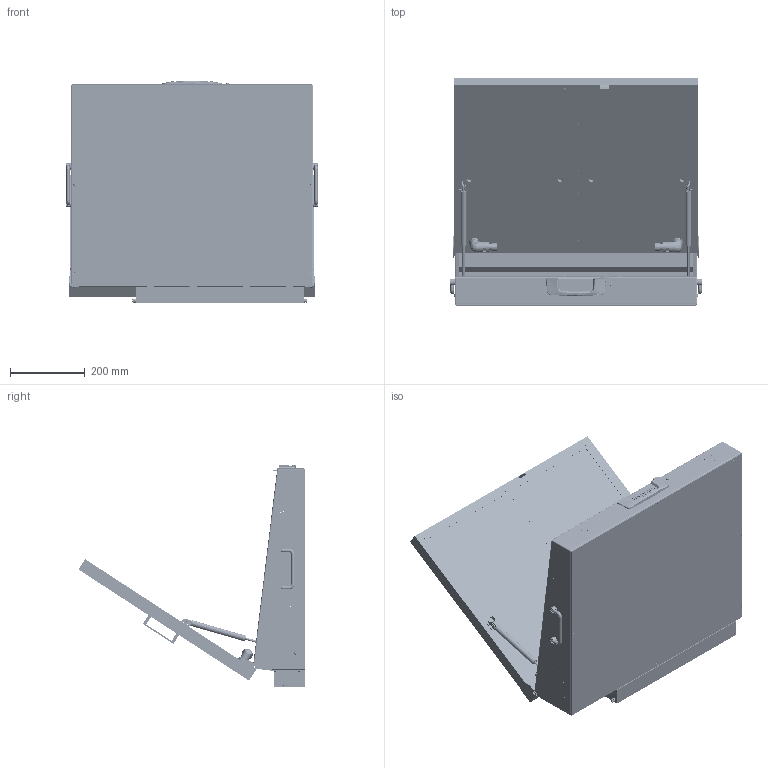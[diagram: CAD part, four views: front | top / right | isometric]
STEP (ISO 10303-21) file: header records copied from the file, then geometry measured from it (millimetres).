
FILE_DESCRIPTION (( 'STEP AP214' ), '1' );
FILE_NAME ('INGUN_114668_open.STEP', '2024-02-07T08:30:50', ( '' ), ( '' ), 'SwSTEP 2.0', 'SolidWorks 2021', '' );
FILE_SCHEMA (( 'AUTOMOTIVE_DESIGN' ));
Length unit declared in the file: millimetre
Products named in the file (53): 113760~1_S; 113714~0; 100974~1_KUNDE<S>; 114555~0_Kunde<S>; 114196~0; 114196_001~0; 112024~0_S; 113713~0_S; DIN7991~n_M03,0x006; 32171~0_S; DIN912~n_M04,0x040; DIN985-A2~n_M04,0; 115770~0_S; 113786~1_S; 115289~0_S; ISO7380~n_M03,0x005; 113697~0; 112992~2_S; 114556~0_S; 49317~0; DIN912~n_M04,0x012; 8078_1~0; 111995~2_S; 113787~1_S; Gewindebuchse~n_M04-07,5 offen; 11655~0; 114196_003~0; 22745~1_S; 11657~0; 114545~0_S; 8078~0_flexibel <Standard>; DIN125~n_04,3 M04,0; ISO7380~n_M04,0x008; 114196_004~0_S; 8078~0_ausgefahren<Standard>; 112176~0_S; 114364~0_S; 114543~2_KUNDE<S>; 112087~2_S; 8078_2~0 ...
Assembly tree (100 placements, depth 5):
  INGUN_114668_open
    113786~1_S
      113787~1_S
      32171~0_S
      112024~0_S
      112025~2_S
      DIN125~n_04,3 M04,0
      DIN985-A2~n_M04,0
      DIN912~n_M04,0x012
      112026~0_Mitte<S>
      112992~2_S  x2
      49317~0  x2
      ISO7380~n_M03,0x005
      114196~0  x2
        114196_001~0
        114196_002~0
        114196_003~0
        114196_004~0_S
      114364~0_S
    114543~2_KUNDE<S>
      115770~0_S
        114545~0_S
        Gewindebuchse~n_M04-07,5 offen  x8
      114548~0_S  x2
      114555~0_Kunde<S>  x2
        100974~1_KUNDE<S>
        100974~1_KUNDE<S>
        100974~1_KUNDE<S>
        100974~1_KUNDE<S>
      113760~1_S
      114556~0_S
      1607~1  x4
      112176~0_S  x2
        112087~2_S
          111995~2_S
          115289~0_S
        49317~0
      19420~3  x2
      11657~0  x2
      11655~0  x2
      ISO7380~n_M04,0x012  x3
    8078~0_ausgefahren<Standard>
      8078_1~0
      8078_2~0
    8078~0_flexibel <Standard>
      8078_1~0
      8078_2~0
    113713~0_S
      113714~0
      DIN7991~n_M03,0x006  x8
    113675~0_S
      113697~0
      DIN125~n_04,3 M04,0  x4
      ISO7380~n_M04,0x008  x4
    113436~0_S
      22745~1_S
      DIN912~n_M04,0x040  x8
Bounding box: 674 x 608.78 x 596.35 mm (x, y, z)
Volume: 7851428.9 mm3; surface area: 3575956.2 mm2
Topology: 105 solids, 113 shells, 5240 faces, 12972 edges, 8389 vertices
Faces by surface type: plane 2539, cylinder 2048, cone 335, bspline 198, torus 110, sphere 10
Entity records: 111349 total; most frequent: CARTESIAN_POINT 35251, DIRECTION 15413, ORIENTED_EDGE 14924, EDGE_CURVE 7462, AXIS2_PLACEMENT_3D 5700, VERTEX_POINT 4852, VECTOR 4013, LINE 4013
